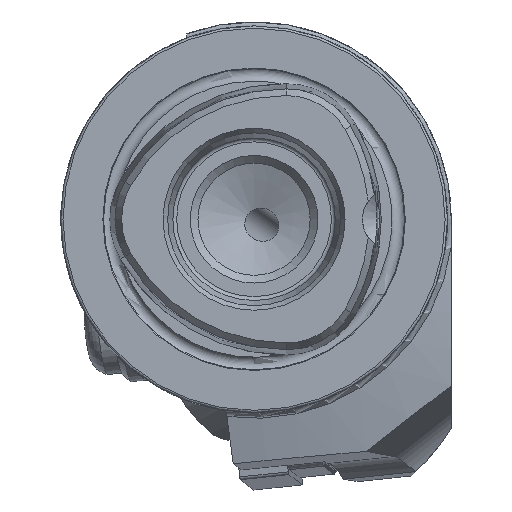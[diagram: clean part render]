
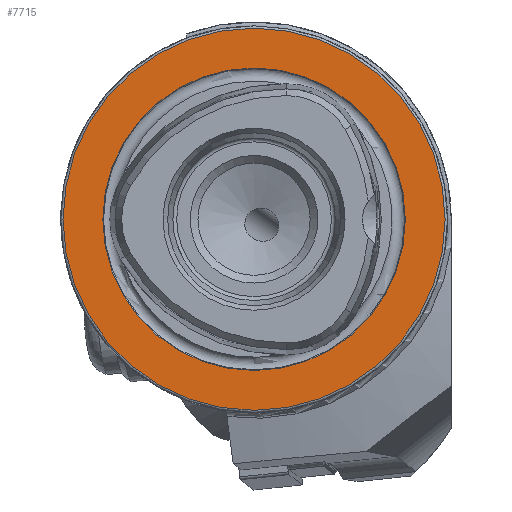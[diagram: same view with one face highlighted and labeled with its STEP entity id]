
A CAD part, left-side view. The second image highlights one B-rep face of the part: STEP entity #7715.
In plain terms, the highlighted planar face has unit normal (-1, 0, 0).
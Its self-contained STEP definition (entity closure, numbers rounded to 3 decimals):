
#262 = PLANE ( 'NONE',  #1998 ) ;
#343 = CARTESIAN_POINT ( 'NONE',  ( 0., 0., 0. ) ) ;
#957 = CARTESIAN_POINT ( 'NONE',  ( 0., 0., 19.55 ) ) ;
#1147 = CARTESIAN_POINT ( 'NONE',  ( 0., 19.55, 0. ) ) ;
#1803 = EDGE_CURVE ( 'NONE', #3029, #3029, #10319, .T. ) ;
#1998 = AXIS2_PLACEMENT_3D ( 'NONE', #1147, #7097, #2070 ) ;
#2070 = DIRECTION ( 'NONE',  ( 0., 0., -1. ) ) ;
#2386 = VERTEX_POINT ( 'NONE', #6460 ) ;
#3029 = VERTEX_POINT ( 'NONE', #957 ) ;
#3292 = CIRCLE ( 'NONE', #7589, 24.7 ) ;
#3747 = FACE_OUTER_BOUND ( 'NONE', #8867, .T. ) ;
#4068 = ORIENTED_EDGE ( 'NONE', *, *, #1803, .F. ) ;
#4435 = DIRECTION ( 'NONE',  ( -1., 0., 0. ) ) ;
#4943 = CARTESIAN_POINT ( 'NONE',  ( 0., 0., 0. ) ) ;
#6460 = CARTESIAN_POINT ( 'NONE',  ( 0., 0., 24.7 ) ) ;
#6970 = DIRECTION ( 'NONE',  ( 0., 0., 1. ) ) ;
#7070 = FACE_BOUND ( 'NONE', #8343, .T. ) ;
#7097 = DIRECTION ( 'NONE',  ( 1., 0., 0. ) ) ;
#7589 = AXIS2_PLACEMENT_3D ( 'NONE', #343, #4435, #6970 ) ;
#7715 = ADVANCED_FACE ( 'NONE', ( #7070, #3747 ), #262, .F. ) ;
#8343 = EDGE_LOOP ( 'NONE', ( #4068 ) ) ;
#8708 = AXIS2_PLACEMENT_3D ( 'NONE', #4943, #10892, #9341 ) ;
#8867 = EDGE_LOOP ( 'NONE', ( #10739 ) ) ;
#9341 = DIRECTION ( 'NONE',  ( 0., 0., 1. ) ) ;
#10147 = EDGE_CURVE ( 'NONE', #2386, #2386, #3292, .T. ) ;
#10319 = CIRCLE ( 'NONE', #8708, 19.55 ) ;
#10739 = ORIENTED_EDGE ( 'NONE', *, *, #10147, .T. ) ;
#10892 = DIRECTION ( 'NONE',  ( -1., 0., 0. ) ) ;
